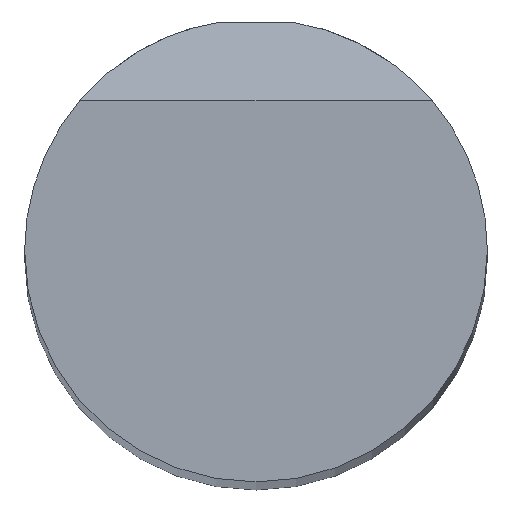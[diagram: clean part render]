
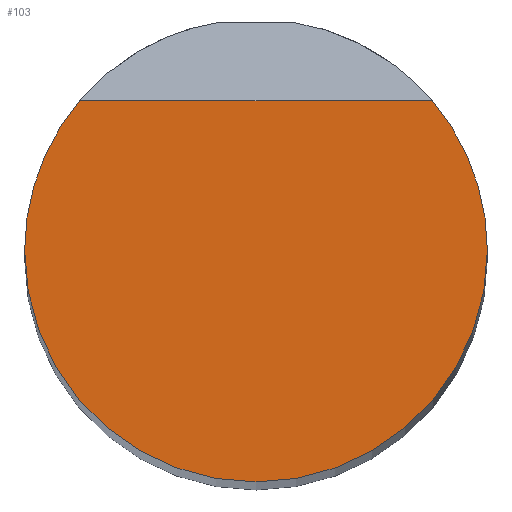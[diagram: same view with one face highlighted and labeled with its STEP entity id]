
A CAD part, top view. The second image highlights one B-rep face of the part: STEP entity #103.
In plain terms, the highlighted planar face has unit normal (0, 0, 1).
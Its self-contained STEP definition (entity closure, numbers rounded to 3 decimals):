
#103 = ADVANCED_FACE ( 'NONE', ( #1192 ), #3712, .T. ) ;
#371 = VERTEX_POINT ( 'NONE', #2751 ) ;
#410 = CARTESIAN_POINT ( 'NONE',  ( -25., 0., 500. ) ) ;
#752 = AXIS2_PLACEMENT_3D ( 'NONE', #2310, #1967, #1878 ) ;
#1128 = AXIS2_PLACEMENT_3D ( 'NONE', #4375, #1168, #4308 ) ;
#1168 = DIRECTION ( 'NONE',  ( 0., 0., -1. ) ) ;
#1192 = FACE_OUTER_BOUND ( 'NONE', #2046, .T. ) ;
#1234 = DIRECTION ( 'NONE',  ( 0., 0., -1. ) ) ;
#1338 = VERTEX_POINT ( 'NONE', #4399 ) ;
#1339 = DIRECTION ( 'NONE',  ( -1., 0., 0. ) ) ;
#1350 = CIRCLE ( 'NONE', #1128, 25. ) ;
#1383 = AXIS2_PLACEMENT_3D ( 'NONE', #4370, #1234, #4026 ) ;
#1396 = EDGE_CURVE ( 'NONE', #2708, #1338, #1350, .T. ) ;
#1565 = ORIENTED_EDGE ( 'NONE', *, *, #4492, .F. ) ;
#1808 = EDGE_CURVE ( 'NONE', #371, #3120, #3694, .T. ) ;
#1878 = DIRECTION ( 'NONE',  ( 1., 0., 0. ) ) ;
#1933 = CARTESIAN_POINT ( 'NONE',  ( 0., 0., 500. ) ) ;
#1958 = DIRECTION ( 'NONE',  ( -1., 0., 0. ) ) ;
#1967 = DIRECTION ( 'NONE',  ( 0., 0., 1. ) ) ;
#2046 = EDGE_LOOP ( 'NONE', ( #3723, #3055, #3696, #1565 ) ) ;
#2299 = AXIS2_PLACEMENT_3D ( 'NONE', #1933, #4341, #1958 ) ;
#2310 = CARTESIAN_POINT ( 'NONE',  ( 0., 0., 500. ) ) ;
#2324 = CARTESIAN_POINT ( 'NONE',  ( 0., 16.205, 500. ) ) ;
#2398 = CIRCLE ( 'NONE', #1383, 25. ) ;
#2708 = VERTEX_POINT ( 'NONE', #410 ) ;
#2751 = CARTESIAN_POINT ( 'NONE',  ( 19.037, 16.205, 500. ) ) ;
#3005 = EDGE_CURVE ( 'NONE', #371, #1338, #4478, .T. ) ;
#3036 = VECTOR ( 'NONE', #1339, 1000. ) ;
#3055 = ORIENTED_EDGE ( 'NONE', *, *, #3005, .T. ) ;
#3120 = VERTEX_POINT ( 'NONE', #4268 ) ;
#3694 = CIRCLE ( 'NONE', #2299, 25. ) ;
#3696 = ORIENTED_EDGE ( 'NONE', *, *, #1396, .F. ) ;
#3712 = PLANE ( 'NONE',  #752 ) ;
#3723 = ORIENTED_EDGE ( 'NONE', *, *, #1808, .F. ) ;
#4026 = DIRECTION ( 'NONE',  ( -1., 0., 0. ) ) ;
#4268 = CARTESIAN_POINT ( 'NONE',  ( 25., 0., 500. ) ) ;
#4308 = DIRECTION ( 'NONE',  ( -1., 0., 0. ) ) ;
#4341 = DIRECTION ( 'NONE',  ( 0., 0., -1. ) ) ;
#4370 = CARTESIAN_POINT ( 'NONE',  ( 0., 0., 500. ) ) ;
#4375 = CARTESIAN_POINT ( 'NONE',  ( 0., 0., 500. ) ) ;
#4399 = CARTESIAN_POINT ( 'NONE',  ( -19.037, 16.205, 500. ) ) ;
#4478 = LINE ( 'NONE', #2324, #3036 ) ;
#4492 = EDGE_CURVE ( 'NONE', #3120, #2708, #2398, .T. ) ;
